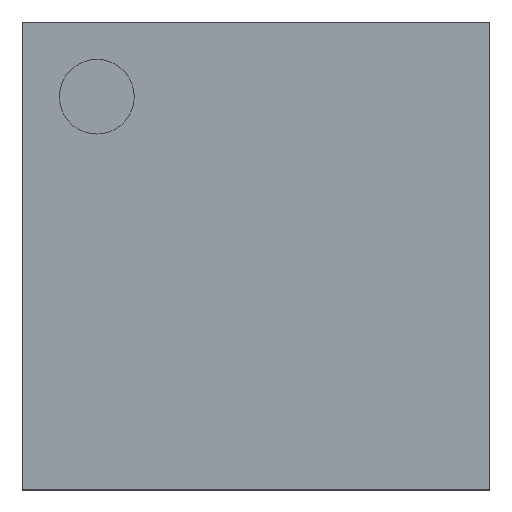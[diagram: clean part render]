
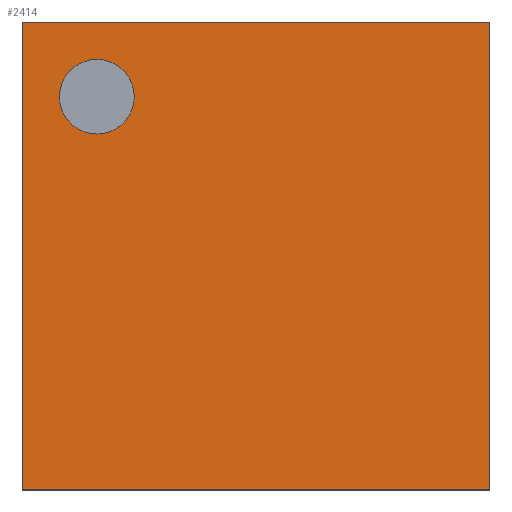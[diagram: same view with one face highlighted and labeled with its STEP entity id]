
A CAD part, top view. The second image highlights one B-rep face of the part: STEP entity #2414.
In plain terms, the highlighted free-form (B-spline) face has degree [1, 1] with [2, 2] control points.
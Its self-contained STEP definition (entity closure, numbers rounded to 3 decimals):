
#2192=CARTESIAN_POINT('',(-0.815,1.065,0.92));
#2193=VERTEX_POINT('',#2192);
#2202=CARTESIAN_POINT('',(-1.315,1.065,0.92));
#2203=VERTEX_POINT('',#2202);
#2204=CARTESIAN_POINT('',(-1.065,1.065,0.92));
#2205=DIRECTION('',(0.0,0.0,-1.0));
#2206=DIRECTION('',(1.0,0.0,0.0));
#2207=AXIS2_PLACEMENT_3D('',#2204,#2205,#2206);
#2208=CIRCLE('',#2207,0.25);
#2209=EDGE_CURVE('',#2203,#2193,#2208,.T.);
#2243=CARTESIAN_POINT('',(-1.065,1.065,0.92));
#2244=DIRECTION('',(0.0,0.0,-1.0));
#2245=DIRECTION('',(1.0,0.0,0.0));
#2246=AXIS2_PLACEMENT_3D('',#2243,#2244,#2245);
#2247=CIRCLE('',#2246,0.25);
#2248=EDGE_CURVE('',#2193,#2203,#2247,.T.);
#2268=CARTESIAN_POINT('',(-1.565,1.565,0.92));
#2269=VERTEX_POINT('',#2268);
#2278=CARTESIAN_POINT('',(1.565,1.565,0.92));
#2279=VERTEX_POINT('',#2278);
#2280=CARTESIAN_POINT('',(-1.565,1.565,0.92));
#2281=DIRECTION('',(1.0,0.0,0.0));
#2282=VECTOR('',#2281,3.13);
#2283=LINE('',#2280,#2282);
#2284=EDGE_CURVE('',#2269,#2279,#2283,.T.);
#2308=CARTESIAN_POINT('',(-1.565,-1.565,0.92));
#2309=VERTEX_POINT('',#2308);
#2318=CARTESIAN_POINT('',(-1.565,-1.565,0.92));
#2319=DIRECTION('',(0.0,1.0,0.0));
#2320=VECTOR('',#2319,3.13);
#2321=LINE('',#2318,#2320);
#2322=EDGE_CURVE('',#2309,#2269,#2321,.T.);
#2339=CARTESIAN_POINT('',(1.565,-1.565,0.92));
#2340=VERTEX_POINT('',#2339);
#2349=CARTESIAN_POINT('',(1.565,-1.565,0.92));
#2350=DIRECTION('',(-1.0,0.0,0.0));
#2351=VECTOR('',#2350,3.13);
#2352=LINE('',#2349,#2351);
#2353=EDGE_CURVE('',#2340,#2309,#2352,.T.);
#2388=CARTESIAN_POINT('',(1.565,1.565,0.92));
#2389=DIRECTION('',(0.0,-1.0,0.0));
#2390=VECTOR('',#2389,3.13);
#2391=LINE('',#2388,#2390);
#2392=EDGE_CURVE('',#2279,#2340,#2391,.T.);
#2399=CARTESIAN_POINT('',(-1.565,-1.565,0.92));
#2400=CARTESIAN_POINT('',(1.565,-1.565,0.92));
#2401=CARTESIAN_POINT('',(-1.565,1.565,0.92));
#2402=CARTESIAN_POINT('',(1.565,1.565,0.92));
#2403=B_SPLINE_SURFACE_WITH_KNOTS('',1,1,((#2399,#2401),(#2400,#2402)),.UNSPECIFIED.,.F.,.F.,.U.,(2,2),(2,2),(0.0,3.13),(0.0,3.13),.UNSPECIFIED.);
#2404=ORIENTED_EDGE('',*,*,#2392,.F.);
#2405=ORIENTED_EDGE('',*,*,#2284,.F.);
#2406=ORIENTED_EDGE('',*,*,#2322,.F.);
#2407=ORIENTED_EDGE('',*,*,#2353,.F.);
#2408=EDGE_LOOP('',(#2404,#2405,#2406,#2407));
#2409=FACE_OUTER_BOUND('',#2408,.T.);
#2410=ORIENTED_EDGE('',*,*,#2248,.T.);
#2411=ORIENTED_EDGE('',*,*,#2209,.T.);
#2412=EDGE_LOOP('',(#2410,#2411));
#2413=FACE_BOUND('',#2412,.T.);
#2414=ADVANCED_FACE('',(#2409,#2413),#2403,.T.);
